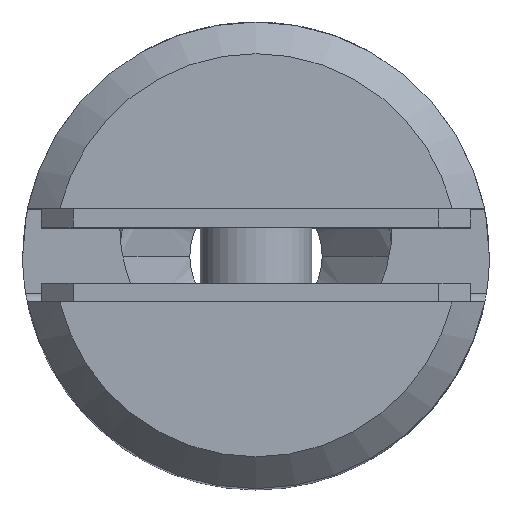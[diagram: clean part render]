
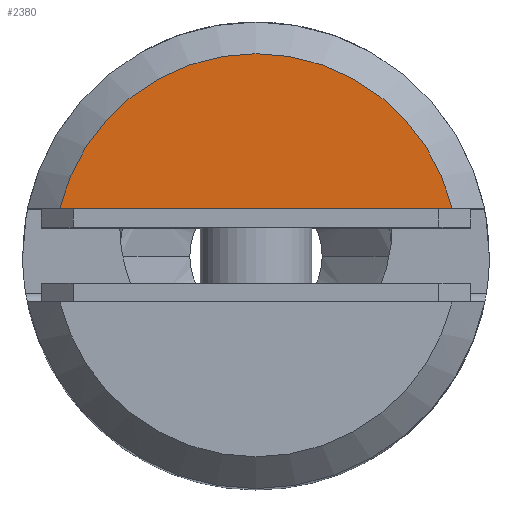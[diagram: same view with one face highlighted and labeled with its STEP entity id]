
A CAD part, top view. The second image highlights one B-rep face of the part: STEP entity #2380.
In plain terms, the highlighted planar face has unit normal (0, 0, 1).
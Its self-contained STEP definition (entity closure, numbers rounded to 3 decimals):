
#11 = DIRECTION ( 'NONE',  ( 0., 0., 1. ) ) ;
#551 = EDGE_CURVE ( 'NONE', #1092, #2318, #1839, .T. ) ;
#650 = DIRECTION ( 'NONE',  ( 1., 0., 0. ) ) ;
#984 = EDGE_CURVE ( 'NONE', #2318, #1092, #1970, .T. ) ;
#987 = DIRECTION ( 'NONE',  ( 0., 0., 1. ) ) ;
#1092 = VERTEX_POINT ( 'NONE', #2458 ) ;
#1395 = EDGE_LOOP ( 'NONE', ( #3389, #1619 ) ) ;
#1425 = CARTESIAN_POINT ( 'NONE',  ( -12.247, 2.5, 24.5 ) ) ;
#1541 = DIRECTION ( 'NONE',  ( 1., 0., 0. ) ) ;
#1619 = ORIENTED_EDGE ( 'NONE', *, *, #551, .T. ) ;
#1756 = CARTESIAN_POINT ( 'NONE',  ( 0., 0., 24.5 ) ) ;
#1839 = CIRCLE ( 'NONE', #3382, 10.8 ) ;
#1970 = LINE ( 'NONE', #1425, #2714 ) ;
#2032 = CARTESIAN_POINT ( 'NONE',  ( -10.507, 2.5, 24.5 ) ) ;
#2061 = PLANE ( 'NONE',  #2950 ) ;
#2318 = VERTEX_POINT ( 'NONE', #2032 ) ;
#2380 = ADVANCED_FACE ( 'NONE', ( #3378 ), #2061, .T. ) ;
#2458 = CARTESIAN_POINT ( 'NONE',  ( 10.507, 2.5, 24.5 ) ) ;
#2714 = VECTOR ( 'NONE', #650, 1000. ) ;
#2950 = AXIS2_PLACEMENT_3D ( 'NONE', #1756, #987, #1541 ) ;
#3146 = CARTESIAN_POINT ( 'NONE',  ( 0., 0., 24.5 ) ) ;
#3219 = DIRECTION ( 'NONE',  ( 1., 0., 0. ) ) ;
#3378 = FACE_OUTER_BOUND ( 'NONE', #1395, .T. ) ;
#3382 = AXIS2_PLACEMENT_3D ( 'NONE', #3146, #11, #3219 ) ;
#3389 = ORIENTED_EDGE ( 'NONE', *, *, #984, .T. ) ;
